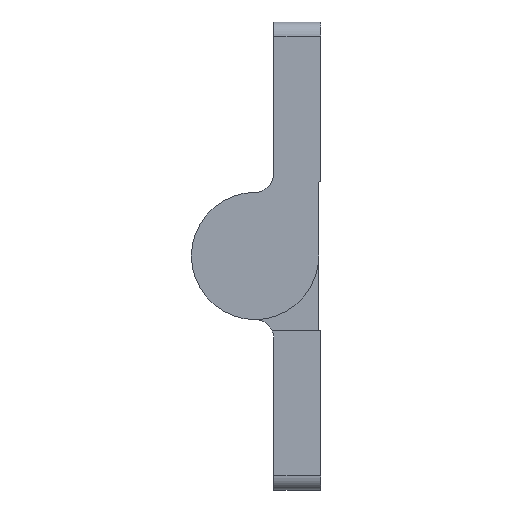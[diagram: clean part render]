
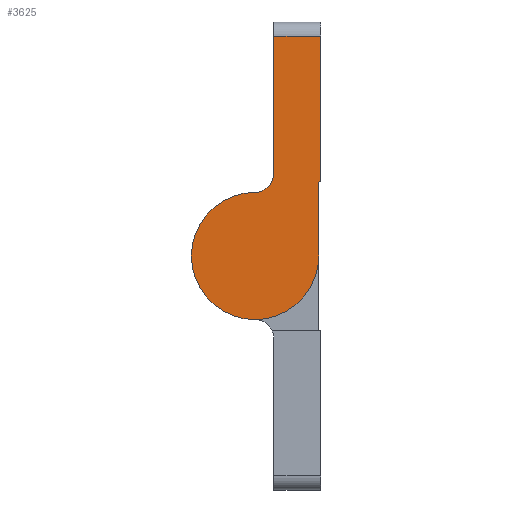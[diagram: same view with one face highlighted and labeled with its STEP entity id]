
A CAD part, left-side view. The second image highlights one B-rep face of the part: STEP entity #3625.
In plain terms, the highlighted planar face has unit normal (-1, 0, 0).
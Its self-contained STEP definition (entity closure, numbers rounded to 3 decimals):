
#2224 = DIRECTION ( 'NONE',  ( 0., 0., 1. ) ) ;
#2225 = DIRECTION ( 'NONE',  ( -1., 0., 0. ) ) ;
#2226 = CARTESIAN_POINT ( 'NONE',  ( -25., 0., 8.8 ) ) ;
#2227 = AXIS2_PLACEMENT_3D ( 'NONE', #2226, #2225, #2224 ) ;
#2228 = CIRCLE ( 'NONE', #2227, 2. ) ;
#2237 = CARTESIAN_POINT ( 'NONE',  ( -25., 0., 6.8 ) ) ;
#2589 = DIRECTION ( 'NONE',  ( 0., 0., -1. ) ) ;
#2590 = VECTOR ( 'NONE', #2589, 1000. ) ;
#2591 = CARTESIAN_POINT ( 'NONE',  ( -25., -6.8, 0. ) ) ;
#2596 = LINE ( 'NONE', #2591, #2590 ) ;
#2642 = CARTESIAN_POINT ( 'NONE',  ( -25., -2., 23.5 ) ) ;
#2653 = CARTESIAN_POINT ( 'NONE',  ( -25., -6.8, 7.8 ) ) ;
#2682 = CARTESIAN_POINT ( 'NONE',  ( -25., -6.8, 0. ) ) ;
#2699 = CARTESIAN_POINT ( 'NONE',  ( -25., -7., 8. ) ) ;
#2718 = DIRECTION ( 'NONE',  ( 0., 0., -1. ) ) ;
#2719 = DIRECTION ( 'NONE',  ( -1., 0., 0. ) ) ;
#2720 = CARTESIAN_POINT ( 'NONE',  ( -25., -7., 7.8 ) ) ;
#2721 = AXIS2_PLACEMENT_3D ( 'NONE', #2720, #2719, #2718 ) ;
#2722 = CIRCLE ( 'NONE', #2721, 0.2 ) ;
#2755 = DIRECTION ( 'NONE',  ( 0., 0., 1. ) ) ;
#2756 = DIRECTION ( 'NONE',  ( 1., 0., 0. ) ) ;
#2757 = CARTESIAN_POINT ( 'NONE',  ( -25., 0., 0. ) ) ;
#2758 = AXIS2_PLACEMENT_3D ( 'NONE', #2757, #2756, #2755 ) ;
#2759 = CIRCLE ( 'NONE', #2758, 6.8 ) ;
#2767 = DIRECTION ( 'NONE',  ( 0., 0., 1. ) ) ;
#2768 = VECTOR ( 'NONE', #2767, 1000. ) ;
#2769 = CARTESIAN_POINT ( 'NONE',  ( -25., -2., 25. ) ) ;
#2770 = LINE ( 'NONE', #2769, #2768 ) ;
#2779 = CARTESIAN_POINT ( 'NONE',  ( -25., -2., 8.8 ) ) ;
#2801 = DIRECTION ( 'NONE',  ( 0., 1., 0. ) ) ;
#2802 = VECTOR ( 'NONE', #2801, 1000. ) ;
#2803 = CARTESIAN_POINT ( 'NONE',  ( -25., -2., 23.5 ) ) ;
#2804 = LINE ( 'NONE', #2803, #2802 ) ;
#2805 = DIRECTION ( 'NONE',  ( 0., 0., 1. ) ) ;
#2806 = DIRECTION ( 'NONE',  ( -1., 0., 0. ) ) ;
#2807 = CARTESIAN_POINT ( 'NONE',  ( -25., 0., 8.8 ) ) ;
#2808 = AXIS2_PLACEMENT_3D ( 'NONE', #2807, #2806, #2805 ) ;
#2809 = PLANE ( 'NONE',  #2808 ) ;
#2810 = FACE_OUTER_BOUND ( 'NONE', #3614, .T. ) ;
#2816 = CARTESIAN_POINT ( 'NONE',  ( -25., -7., 23.5 ) ) ;
#2817 = DIRECTION ( 'NONE',  ( 0., 0., -1. ) ) ;
#2818 = VECTOR ( 'NONE', #2817, 1000. ) ;
#2819 = CARTESIAN_POINT ( 'NONE',  ( -25., -7., 8. ) ) ;
#2820 = LINE ( 'NONE', #2819, #2818 ) ;
#3323 = VERTEX_POINT ( 'NONE', #2237 ) ;
#3328 = ORIENTED_EDGE ( 'NONE', *, *, #3585, .F. ) ;
#3334 = EDGE_CURVE ( 'NONE', #3323, #3607, #2228, .T. ) ;
#3464 = ORIENTED_EDGE ( 'NONE', *, *, #3334, .F. ) ;
#3505 = EDGE_CURVE ( 'NONE', #3536, #3555, #2596, .T. ) ;
#3536 = VERTEX_POINT ( 'NONE', #2653 ) ;
#3540 = VERTEX_POINT ( 'NONE', #2642 ) ;
#3555 = VERTEX_POINT ( 'NONE', #2682 ) ;
#3570 = EDGE_CURVE ( 'NONE', #3582, #3536, #2722, .T. ) ;
#3582 = VERTEX_POINT ( 'NONE', #2699 ) ;
#3585 = EDGE_CURVE ( 'NONE', #3555, #3323, #2759, .T. ) ;
#3589 = ORIENTED_EDGE ( 'NONE', *, *, #3570, .F. ) ;
#3591 = ORIENTED_EDGE ( 'NONE', *, *, #3505, .F. ) ;
#3607 = VERTEX_POINT ( 'NONE', #2779 ) ;
#3610 = ORIENTED_EDGE ( 'NONE', *, *, #3611, .F. ) ;
#3611 = EDGE_CURVE ( 'NONE', #3607, #3540, #2770, .T. ) ;
#3614 = EDGE_LOOP ( 'NONE', ( #3618, #3623, #3610, #3464, #3328, #3591, #3589 ) ) ;
#3618 = ORIENTED_EDGE ( 'NONE', *, *, #3619, .F. ) ;
#3619 = EDGE_CURVE ( 'NONE', #3620, #3582, #2820, .T. ) ;
#3620 = VERTEX_POINT ( 'NONE', #2816 ) ;
#3623 = ORIENTED_EDGE ( 'NONE', *, *, #3626, .T. ) ;
#3625 = ADVANCED_FACE ( 'NONE', ( #2810 ), #2809, .T. ) ;
#3626 = EDGE_CURVE ( 'NONE', #3620, #3540, #2804, .T. ) ;
